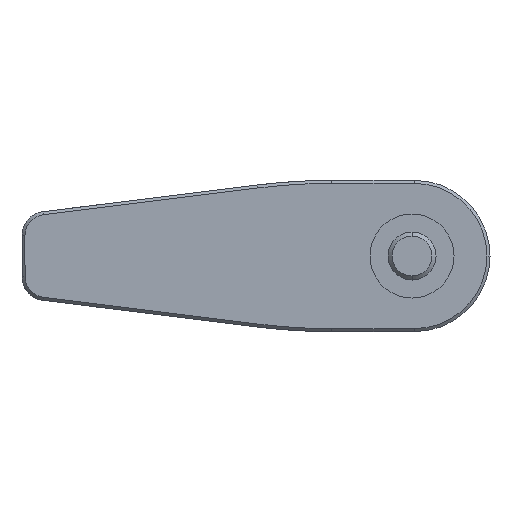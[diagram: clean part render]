
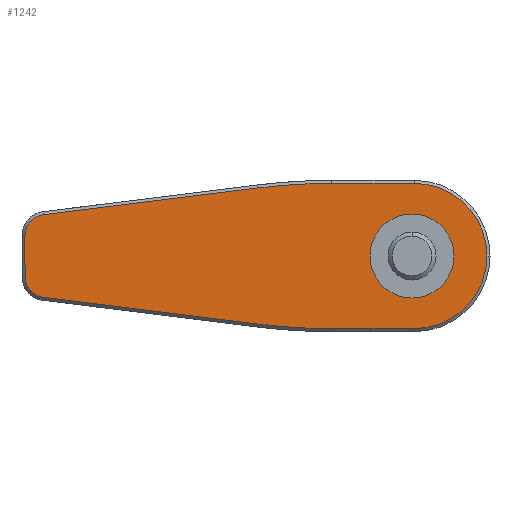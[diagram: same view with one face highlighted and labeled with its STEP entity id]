
A CAD part, front view. The second image highlights one B-rep face of the part: STEP entity #1242.
In plain terms, the highlighted planar face has unit normal (0, -1, 0).
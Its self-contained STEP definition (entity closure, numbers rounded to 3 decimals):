
#676=EDGE_CURVE('',#726,#1188,#1801,.T.);
#686=EDGE_CURVE('',#808,#726,#1814,.T.);
#726=VERTEX_POINT('',#1859);
#740=EDGE_CURVE('',#1018,#808,#1875,.T.);
#760=VERTEX_POINT('',#1899);
#808=VERTEX_POINT('',#1950);
#838=EDGE_CURVE('',#880,#1500,#1983,.T.);
#850=EDGE_CURVE('',#930,#880,#1998,.T.);
#880=VERTEX_POINT('',#2033);
#894=EDGE_CURVE('',#1012,#930,#2048,.T.);
#930=VERTEX_POINT('',#2089);
#938=EDGE_CURVE('',#1102,#1012,#2097,.T.);
#1012=VERTEX_POINT('',#2174);
#1018=VERTEX_POINT('',#2180);
#1044=EDGE_CURVE('',#1154,#1102,#2210,.T.);
#1102=VERTEX_POINT('',#2274);
#1116=EDGE_CURVE('',#1214,#1154,#2289,.T.);
#1124=EDGE_CURVE('',#1500,#1018,#2298,.T.);
#1154=VERTEX_POINT('',#2332);
#1174=EDGE_CURVE('',#1188,#1214,#2353,.T.);
#1188=VERTEX_POINT('',#2367);
#1214=VERTEX_POINT('',#2395);
#1242=ADVANCED_FACE('',(#2423,#2424),#2425,.T.);
#1246=EDGE_CURVE('',#1634,#760,#2430,.T.);
#1282=EDGE_CURVE('',#760,#1634,#2472,.T.);
#1500=VERTEX_POINT('',#2713);
#1634=VERTEX_POINT('',#2864);
#1801=LINE('',#3248,#3249);
#1814=CIRCLE('',#3263,99.5);
#1859=CARTESIAN_POINT('',(-25.689,0.8,11.338));
#1875=LINE('',#3464,#3465);
#1899=CARTESIAN_POINT('',(0.,0.8,7.0));
#1950=CARTESIAN_POINT('',(-13.402,0.8,12.1));
#1983=CIRCLE('',#3881,12.1);
#1998=LINE('',#3978,#3979);
#2033=CARTESIAN_POINT('',(0.4,0.8,-12.1));
#2048=CIRCLE('',#4052,99.5);
#2089=CARTESIAN_POINT('',(-13.402,0.8,-12.1));
#2097=LINE('',#4294,#4295);
#2174=CARTESIAN_POINT('',(-25.689,0.8,-11.338));
#2180=CARTESIAN_POINT('',(0.4,0.8,12.1));
#2210=CIRCLE('',#4642,3.5);
#2274=CARTESIAN_POINT('',(-61.432,0.8,-6.89));
#2289=LINE('',#4814,#4815);
#2298=CIRCLE('',#4828,12.1);
#2332=CARTESIAN_POINT('',(-64.5,0.8,-3.417));
#2353=CIRCLE('',#4970,3.5);
#2367=CARTESIAN_POINT('',(-61.432,0.8,6.89));
#2395=CARTESIAN_POINT('',(-64.5,0.8,3.417));
#2423=FACE_OUTER_BOUND('',#5106,.T.);
#2424=FACE_BOUND('',#5107,.T.);
#2425=PLANE('',#5108);
#2430=CIRCLE('',#5114,7.0);
#2472=CIRCLE('',#5274,7.0);
#2713=CARTESIAN_POINT('',(12.5,0.8,0.));
#2864=CARTESIAN_POINT('',(0.,0.8,-7.0));
#3248=CARTESIAN_POINT('',(-25.689,0.8,11.338));
#3249=VECTOR('',#7087,1000.0);
#3263=AXIS2_PLACEMENT_3D('',#7113,#7114,#7115);
#3464=CARTESIAN_POINT('',(13.4,0.8,12.1));
#3465=VECTOR('',#7180,1000.0);
#3881=AXIS2_PLACEMENT_3D('',#7282,#7283,#7284);
#3978=CARTESIAN_POINT('',(13.4,0.8,-12.1));
#3979=VECTOR('',#7310,1000.0);
#4052=AXIS2_PLACEMENT_3D('',#7385,#7386,#7387);
#4294=CARTESIAN_POINT('',(-61.432,0.8,-6.89));
#4295=VECTOR('',#7428,1000.0);
#4642=AXIS2_PLACEMENT_3D('',#7510,#7511,#7512);
#4814=CARTESIAN_POINT('',(-64.5,0.8,0.0));
#4815=VECTOR('',#7570,1000.0);
#4828=AXIS2_PLACEMENT_3D('',#7583,#7584,#7585);
#4970=AXIS2_PLACEMENT_3D('',#7643,#7644,#7645);
#5106=EDGE_LOOP('',(#7684,#7685,#7686,#7687,#7688,#7689,#7690,#7691,#7692,#7693,#7694));
#5107=EDGE_LOOP('',(#7695,#7696));
#5108=AXIS2_PLACEMENT_3D('',#7697,#7698,#7699);
#5114=AXIS2_PLACEMENT_3D('',#7708,#7709,#7710);
#5274=AXIS2_PLACEMENT_3D('',#7767,#7768,#7769);
#7087=DIRECTION('',(-0.992,0.,-0.123));
#7113=CARTESIAN_POINT('',(-13.402,0.8,-87.4));
#7114=DIRECTION('',(0.0,-1.0,0.0));
#7115=DIRECTION('',(0.0,0.0,1.0));
#7180=DIRECTION('',(-1.0,0.,-0.0));
#7282=CARTESIAN_POINT('',(0.4,0.8,0.0));
#7283=DIRECTION('',(0.,-1.0,0.0));
#7284=DIRECTION('',(-1.0,0.,0.0));
#7310=DIRECTION('',(1.0,0.,0.0));
#7385=CARTESIAN_POINT('',(-13.402,0.8,87.4));
#7386=DIRECTION('',(0.0,-1.0,0.0));
#7387=DIRECTION('',(0.,0.0,1.0));
#7428=DIRECTION('',(0.992,0.,-0.123));
#7510=CARTESIAN_POINT('',(-61.0,0.8,-3.417));
#7511=DIRECTION('',(0.0,-1.0,0.0));
#7512=DIRECTION('',(0.0,0.0,1.0));
#7570=DIRECTION('',(0.0,0.0,-1.0));
#7583=CARTESIAN_POINT('',(0.4,0.8,0.0));
#7584=DIRECTION('',(0.,-1.0,0.0));
#7585=DIRECTION('',(-1.0,0.,0.0));
#7643=CARTESIAN_POINT('',(-61.0,0.8,3.417));
#7644=DIRECTION('',(0.0,-1.0,0.0));
#7645=DIRECTION('',(0.0,0.0,1.0));
#7684=ORIENTED_EDGE('',*,*,#686,.T.);
#7685=ORIENTED_EDGE('',*,*,#676,.T.);
#7686=ORIENTED_EDGE('',*,*,#1174,.T.);
#7687=ORIENTED_EDGE('',*,*,#1116,.T.);
#7688=ORIENTED_EDGE('',*,*,#1044,.T.);
#7689=ORIENTED_EDGE('',*,*,#938,.T.);
#7690=ORIENTED_EDGE('',*,*,#894,.T.);
#7691=ORIENTED_EDGE('',*,*,#850,.T.);
#7692=ORIENTED_EDGE('',*,*,#838,.T.);
#7693=ORIENTED_EDGE('',*,*,#1124,.T.);
#7694=ORIENTED_EDGE('',*,*,#740,.T.);
#7695=ORIENTED_EDGE('',*,*,#1246,.T.);
#7696=ORIENTED_EDGE('',*,*,#1282,.T.);
#7697=CARTESIAN_POINT('',(13.4,0.8,0.0));
#7698=DIRECTION('',(0.,-1.0,0.0));
#7699=DIRECTION('',(1.0,0.,0.0));
#7708=CARTESIAN_POINT('',(0.,0.8,0.0));
#7709=DIRECTION('',(0.0,1.0,0.0));
#7710=DIRECTION('',(0.0,0.0,-1.0));
#7767=CARTESIAN_POINT('',(0.,0.8,0.0));
#7768=DIRECTION('',(0.0,1.0,0.0));
#7769=DIRECTION('',(0.0,0.0,-1.0));
